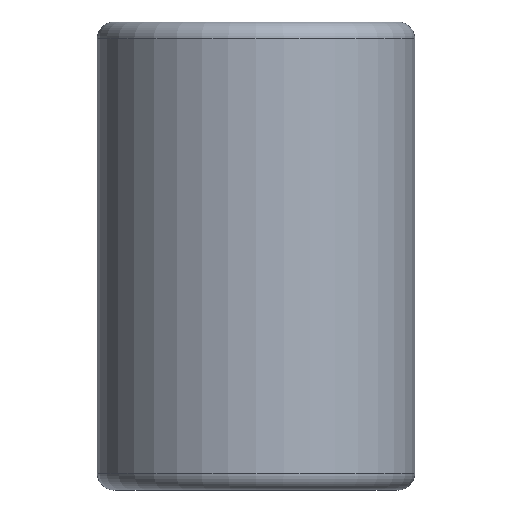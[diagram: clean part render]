
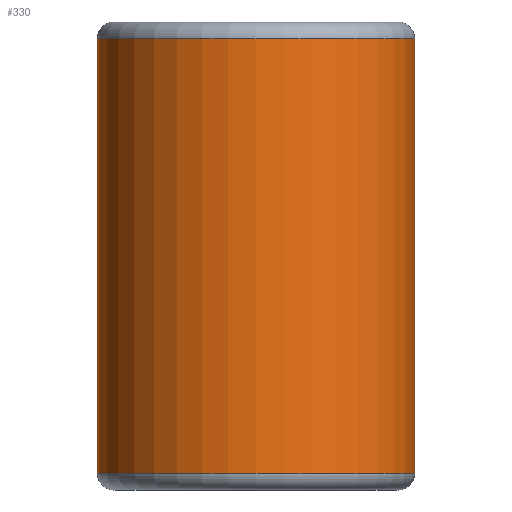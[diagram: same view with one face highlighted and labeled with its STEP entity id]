
A CAD part, front view. The second image highlights one B-rep face of the part: STEP entity #330.
In plain terms, the highlighted cylindrical face has radius 9.5 mm (diameter 19 mm), a partial arc.
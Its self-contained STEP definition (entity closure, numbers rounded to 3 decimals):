
#7 = CARTESIAN_POINT ( 'NONE',  ( -9.5, 0., 28. ) ) ;
#9 = DIRECTION ( 'NONE',  ( 0., 0., -1. ) ) ;
#19 = DIRECTION ( 'NONE',  ( 0., 0., -1. ) ) ;
#21 = LINE ( 'NONE', #7, #106 ) ;
#27 = EDGE_CURVE ( 'NONE', #388, #115, #96, .T. ) ;
#30 = LINE ( 'NONE', #37, #50 ) ;
#37 = CARTESIAN_POINT ( 'NONE',  ( 9.5, 0., 28. ) ) ;
#50 = VECTOR ( 'NONE', #19, 1000. ) ;
#51 = DIRECTION ( 'NONE',  ( 0., 0., -1. ) ) ;
#79 = AXIS2_PLACEMENT_3D ( 'NONE', #275, #273, #272 ) ;
#85 = VERTEX_POINT ( 'NONE', #285 ) ;
#93 = CARTESIAN_POINT ( 'NONE',  ( -9.5, 0., 1. ) ) ;
#96 = CIRCLE ( 'NONE', #79, 9.5 ) ;
#106 = VECTOR ( 'NONE', #9, 1000. ) ;
#115 = VERTEX_POINT ( 'NONE', #260 ) ;
#131 = CARTESIAN_POINT ( 'NONE',  ( -9.5, 0., 27. ) ) ;
#166 = CARTESIAN_POINT ( 'NONE',  ( 0., 0., 28. ) ) ;
#172 = DIRECTION ( 'NONE',  ( 1., 0., 0. ) ) ;
#203 = EDGE_LOOP ( 'NONE', ( #313, #308, #279, #332 ) ) ;
#205 = DIRECTION ( 'NONE',  ( 0., 0., -1. ) ) ;
#235 = CARTESIAN_POINT ( 'NONE',  ( 0., 0., 27. ) ) ;
#260 = CARTESIAN_POINT ( 'NONE',  ( 9.5, 0., 1. ) ) ;
#272 = DIRECTION ( 'NONE',  ( 1., 0., 0. ) ) ;
#273 = DIRECTION ( 'NONE',  ( 0., 0., 1. ) ) ;
#275 = CARTESIAN_POINT ( 'NONE',  ( 0., 0., 1. ) ) ;
#279 = ORIENTED_EDGE ( 'NONE', *, *, #305, .T. ) ;
#285 = CARTESIAN_POINT ( 'NONE',  ( 9.5, 0., 27. ) ) ;
#290 = EDGE_CURVE ( 'NONE', #85, #115, #30, .T. ) ;
#305 = EDGE_CURVE ( 'NONE', #331, #388, #21, .T. ) ;
#308 = ORIENTED_EDGE ( 'NONE', *, *, #354, .T. ) ;
#313 = ORIENTED_EDGE ( 'NONE', *, *, #290, .F. ) ;
#330 = ADVANCED_FACE ( 'NONE', ( #392 ), #410, .T. ) ;
#331 = VERTEX_POINT ( 'NONE', #131 ) ;
#332 = ORIENTED_EDGE ( 'NONE', *, *, #27, .T. ) ;
#337 = DIRECTION ( 'NONE',  ( -1., 0., 0. ) ) ;
#354 = EDGE_CURVE ( 'NONE', #85, #331, #407, .T. ) ;
#366 = AXIS2_PLACEMENT_3D ( 'NONE', #166, #205, #337 ) ;
#377 = AXIS2_PLACEMENT_3D ( 'NONE', #235, #51, #172 ) ;
#388 = VERTEX_POINT ( 'NONE', #93 ) ;
#392 = FACE_OUTER_BOUND ( 'NONE', #203, .T. ) ;
#407 = CIRCLE ( 'NONE', #377, 9.5 ) ;
#410 = CYLINDRICAL_SURFACE ( 'NONE', #366, 9.5 ) ;
